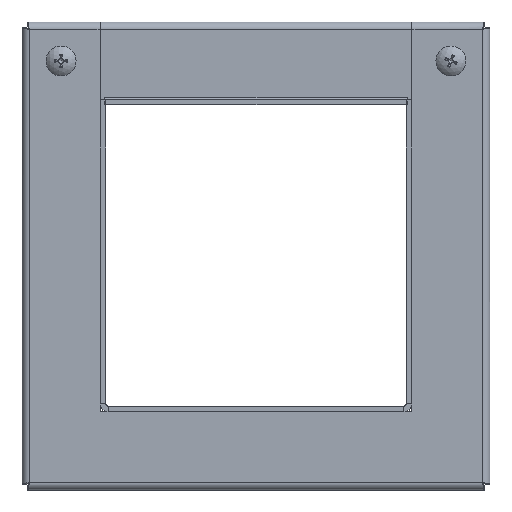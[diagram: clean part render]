
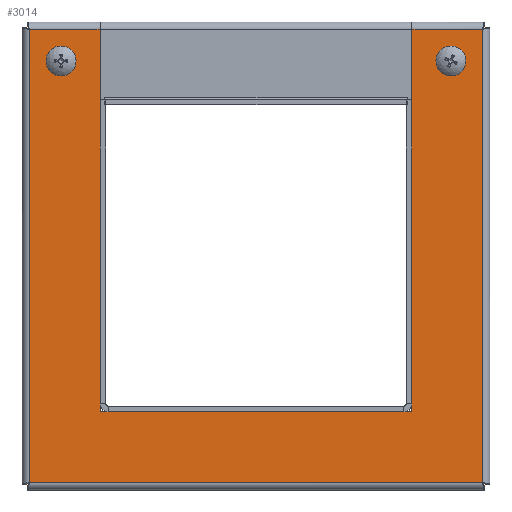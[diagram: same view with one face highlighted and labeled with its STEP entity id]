
A CAD part, top view. The second image highlights one B-rep face of the part: STEP entity #3014.
In plain terms, the highlighted planar face has unit normal (0, 0, 1).
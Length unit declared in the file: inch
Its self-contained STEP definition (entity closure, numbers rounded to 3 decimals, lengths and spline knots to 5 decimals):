
#111=PLANE('',#3213);
#231=LINE('',#4282,#495);
#247=LINE('',#4359,#511);
#262=LINE('',#4459,#526);
#277=LINE('',#4560,#541);
#293=LINE('',#4630,#557);
#308=LINE('',#4721,#572);
#311=LINE('',#4728,#575);
#312=LINE('',#4729,#576);
#495=VECTOR('',#3475,0.90675);
#511=VECTOR('',#3509,5.8135);
#526=VECTOR('',#3538,5.8135);
#541=VECTOR('',#3567,0.90675);
#557=VECTOR('',#3603,5.8135);
#572=VECTOR('',#3632,4.90675);
#575=VECTOR('',#3639,4.);
#576=VECTOR('',#3640,4.90675);
#780=FACE_BOUND('',#1062,.T.);
#781=FACE_BOUND('',#1063,.T.);
#857=FACE_OUTER_BOUND('',#1061,.T.);
#1061=EDGE_LOOP('',(#2173,#2174,#2175,#2176,#2177,#2178,#2179,#2180));
#1062=EDGE_LOOP('',(#2181));
#1063=EDGE_LOOP('',(#2182));
#1223=CIRCLE('',#3166,0.125);
#1225=CIRCLE('',#3169,0.125);
#1314=VERTEX_POINT('',#4268);
#1316=VERTEX_POINT('',#4273);
#1319=VERTEX_POINT('',#4279);
#1320=VERTEX_POINT('',#4281);
#1331=VERTEX_POINT('',#4358);
#1341=VERTEX_POINT('',#4458);
#1351=VERTEX_POINT('',#4551);
#1352=VERTEX_POINT('',#4559);
#1370=VERTEX_POINT('',#4719);
#1372=VERTEX_POINT('',#4727);
#1561=EDGE_CURVE('',#1314,#1314,#1223,.T.);
#1563=EDGE_CURVE('',#1316,#1316,#1225,.T.);
#1566=EDGE_CURVE('',#1320,#1319,#231,.T.);
#1586=EDGE_CURVE('',#1331,#1320,#247,.T.);
#1605=EDGE_CURVE('',#1341,#1331,#262,.T.);
#1624=EDGE_CURVE('',#1352,#1351,#277,.T.);
#1644=EDGE_CURVE('',#1351,#1341,#293,.T.);
#1662=EDGE_CURVE('',#1319,#1370,#308,.T.);
#1665=EDGE_CURVE('',#1370,#1372,#311,.T.);
#1666=EDGE_CURVE('',#1372,#1352,#312,.T.);
#2173=ORIENTED_EDGE('',*,*,#1566,.T.);
#2174=ORIENTED_EDGE('',*,*,#1662,.T.);
#2175=ORIENTED_EDGE('',*,*,#1665,.T.);
#2176=ORIENTED_EDGE('',*,*,#1666,.T.);
#2177=ORIENTED_EDGE('',*,*,#1624,.T.);
#2178=ORIENTED_EDGE('',*,*,#1644,.T.);
#2179=ORIENTED_EDGE('',*,*,#1605,.T.);
#2180=ORIENTED_EDGE('',*,*,#1586,.T.);
#2181=ORIENTED_EDGE('',*,*,#1561,.T.);
#2182=ORIENTED_EDGE('',*,*,#1563,.T.);
#3014=ADVANCED_FACE('',(#857,#780,#781),#111,.T.);
#3166=AXIS2_PLACEMENT_3D('',#4269,#3462,#3463);
#3169=AXIS2_PLACEMENT_3D('',#4274,#3468,#3469);
#3213=AXIS2_PLACEMENT_3D('',#4726,#3637,#3638);
#3462=DIRECTION('center_axis',(0.,0.,-1.));
#3463=DIRECTION('ref_axis',(-1.,0.,0.));
#3468=DIRECTION('center_axis',(0.,0.,-1.));
#3469=DIRECTION('ref_axis',(-1.,0.,0.));
#3475=DIRECTION('',(-1.,0.,0.));
#3509=DIRECTION('',(0.,1.,0.));
#3538=DIRECTION('',(1.,0.,0.));
#3567=DIRECTION('',(-1.,0.,0.));
#3603=DIRECTION('',(0.,-1.,0.));
#3632=DIRECTION('',(0.,-1.,0.));
#3637=DIRECTION('center_axis',(0.,0.,1.));
#3638=DIRECTION('ref_axis',(1.,0.,0.));
#3639=DIRECTION('',(-1.,0.,0.));
#3640=DIRECTION('',(0.,1.,0.));
#4268=CARTESIAN_POINT('',(-2.375,2.5,0.062));
#4269=CARTESIAN_POINT('Origin',(-2.5,2.5,0.062));
#4273=CARTESIAN_POINT('',(2.625,2.5,0.062));
#4274=CARTESIAN_POINT('Origin',(2.5,2.5,0.062));
#4279=CARTESIAN_POINT('',(2.,2.90675,0.062));
#4281=CARTESIAN_POINT('',(2.90675,2.90675,0.062));
#4282=CARTESIAN_POINT('',(1.45338,2.90675,0.062));
#4358=CARTESIAN_POINT('',(2.90675,-2.90675,0.062));
#4359=CARTESIAN_POINT('',(2.90675,-1.45338,0.062));
#4458=CARTESIAN_POINT('',(-2.90675,-2.90675,0.062));
#4459=CARTESIAN_POINT('',(-1.45338,-2.90675,0.062));
#4551=CARTESIAN_POINT('',(-2.90675,2.90675,0.062));
#4559=CARTESIAN_POINT('',(-2.,2.90675,0.062));
#4560=CARTESIAN_POINT('',(-1.,2.90675,0.062));
#4630=CARTESIAN_POINT('',(-2.90675,1.45338,0.062));
#4719=CARTESIAN_POINT('',(2.,-2.,0.062));
#4721=CARTESIAN_POINT('',(2.,1.5,0.062));
#4726=CARTESIAN_POINT('Origin',(0.,0.,
0.062));
#4727=CARTESIAN_POINT('',(-2.,-2.,0.062));
#4728=CARTESIAN_POINT('',(1.,-2.,0.062));
#4729=CARTESIAN_POINT('',(-2.,-1.,0.062));
